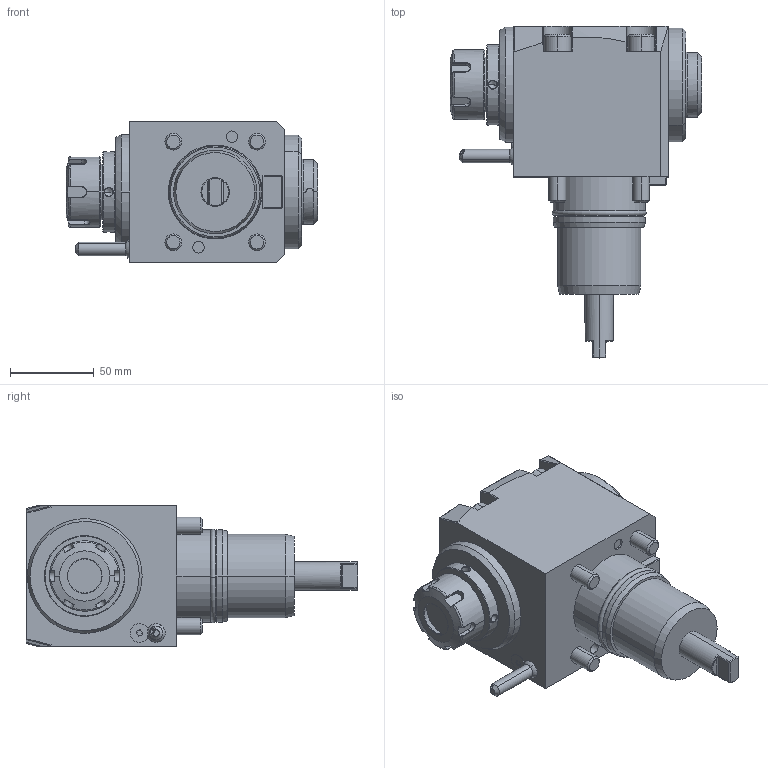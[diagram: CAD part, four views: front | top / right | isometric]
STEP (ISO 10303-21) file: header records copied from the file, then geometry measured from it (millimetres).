
FILE_DESCRIPTION((''),'2;1');
FILE_NAME('NGT2_55_201_25_3_3_55_NT','2022-03-02T',('vali'),('NOVA GRUP'),'PRO/ENGINEER BY PARAMETRIC TECHNOLOGY CORPORATION, 2010280','PRO/ENGINEER BY PARAMETRIC TECHNOLOGY CORPORATION, 2010280','');
FILE_SCHEMA(('CONFIG_CONTROL_DESIGN'));
Length unit declared in the file: millimetre
Products named in the file (1): NGT2_55_201_25_3_3_55_NT
Bounding box: 149.9 x 198 x 84 mm (x, y, z)
Volume: 961048.2 mm3; surface area: 81451.2 mm2
Topology: 2 solids, 2 shells, 419 faces, 1002 edges, 610 vertices
Faces by surface type: plane 187, cylinder 109, cone 61, bspline 46, torus 14, sphere 2
Entity records: 16396 total; most frequent: CARTESIAN_POINT 7151, ORIENTED_EDGE 1988, DIRECTION 1727, EDGE_CURVE 994, VERTEX_POINT 610, AXIS2_PLACEMENT_3D 585, VECTOR 557, LINE 557
